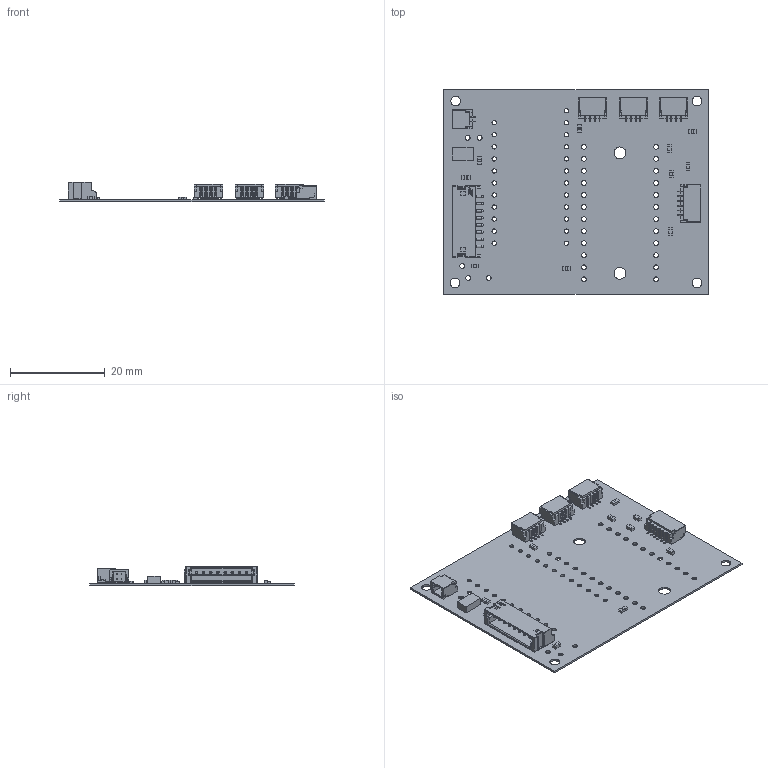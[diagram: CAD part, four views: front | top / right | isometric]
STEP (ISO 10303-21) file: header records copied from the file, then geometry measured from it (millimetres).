
FILE_DESCRIPTION(('Open CASCADE Model'),'2;1');
FILE_NAME('Open CASCADE Shape Model','2023-10-27T10:40:05',('Author'),( 'Open CASCADE'),'Open CASCADE STEP processor 7.5','Open CASCADE 7.5' ,'Unknown');
FILE_SCHEMA(('AUTOMOTIVE_DESIGN { 1 0 10303 214 1 1 1 1 }'));
Length unit declared in the file: millimetre
Products named in the file (39): PCB; Board; Open CASCADE STEP translator 7.5 25.1.1; C5; 6066965808; C4; 6066963328; C3; Bat; SM02B-SRSS-TB-LF--SN---3DModel-STEP-56544_RGB16777215; Scr; Conn_JST_S8B-ZR-SM4A-TF_LF_SN_eec; S6B-ZR-SM4A-TF; 1; Open CASCADE STEP translator 7.5 25.6.1.1.1.1; Open CASCADE STEP translator 7.5 25.6.1.1.1.2; 2; JST; Pin1_Triangle; Acc3; SM04B-SRSS-TB(LF)(SN)--3DModel-STEP-56544_RGB16777215; U4; 6070543072; Extruded; R7; 6070544112; R6; 6066971968; R5; 6066966368; R2; R1; ToF; SM06B-SRSS-TB-LF--SN---3DModel-STEP-56544_RGB16777215; Acc2; Acc1; C2; 6066973888; C1
Assembly tree (44 placements, depth 6):
  PCB
    Board
      Open CASCADE STEP translator 7.5 25.1.1
    C5
      6066965808
    C4
      6066963328
    C3
      6066965808
    Bat
      SM02B-SRSS-TB-LF--SN---3DModel-STEP-56544_RGB16777215
    Scr
      Conn_JST_S8B-ZR-SM4A-TF_LF_SN_eec
        S6B-ZR-SM4A-TF
          1
            Open CASCADE STEP translator 7.5 25.6.1.1.1.1
            Open CASCADE STEP translator 7.5 25.6.1.1.1.2
          2
          JST
          Pin1_Triangle
    Acc3
      SM04B-SRSS-TB(LF)(SN)--3DModel-STEP-56544_RGB16777215
    U4
      6070543072
        Extruded
    R7
      6070544112
    R6
      6066971968
    R5
      6066966368
    R2
      6066971968
    R1
      6066966368
    ToF
      SM06B-SRSS-TB-LF--SN---3DModel-STEP-56544_RGB16777215
    Acc2
      SM04B-SRSS-TB(LF)(SN)--3DModel-STEP-56544_RGB16777215
    Acc1
      SM04B-SRSS-TB(LF)(SN)--3DModel-STEP-56544_RGB16777215
    C2
      6066973888
    C1
      6066963328
Bounding box: 55.88 x 43.18 x 4.11 mm (x, y, z)
Volume: 1348 mm3; surface area: 6542.1 mm2
Topology: 99 solids, 99 shells, 1956 faces, 5265 edges, 3463 vertices
Faces by surface type: plane 1534, cylinder 279, bspline 109, cone 16, sphere 10, torus 8
Full cylindrical faces by diameter (mm): 0.5 x16, 0.9 x12, 0.914 x11, 1 x24, 1.016 x5, 2.032 x4, 2.5 x2
Entity records: 54570 total; most frequent: CARTESIAN_POINT 14845, ORIENTED_EDGE 7540, DIRECTION 6656, EDGE_CURVE 3770, LINE 3006, VECTOR 3006, VERTEX_POINT 2482, AXIS2_PLACEMENT_3D 1825
